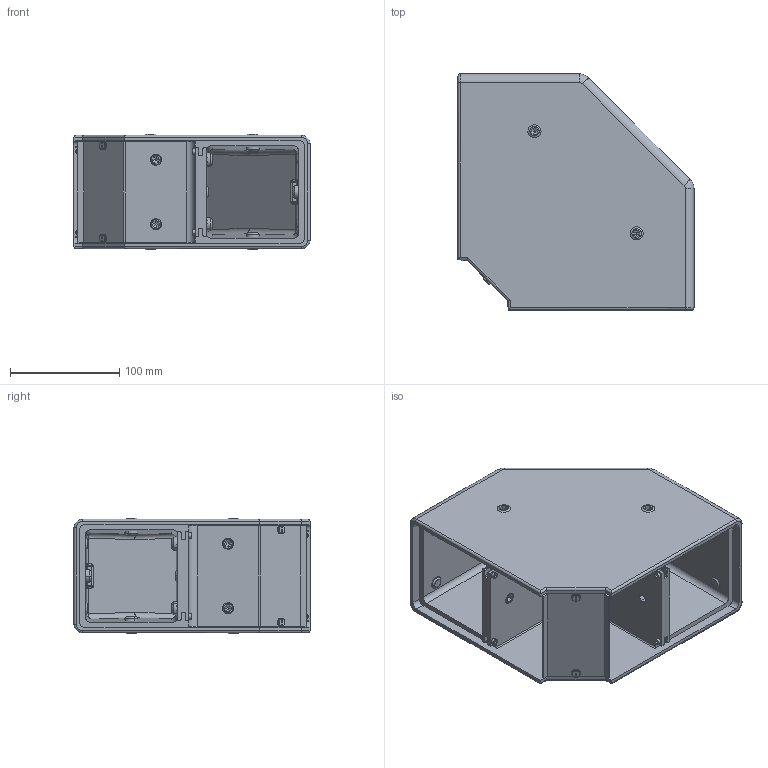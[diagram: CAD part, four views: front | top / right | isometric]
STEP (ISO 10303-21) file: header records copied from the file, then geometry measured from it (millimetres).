
FILE_DESCRIPTION (( 'STEP AP214' ), '1' );
FILE_NAME ('49907120.STEP', '2012-05-10T05:32:10', ( ' ' ), ( '' ), 'SwSTEP 2.0', 'SolidWorks 2011', '' );
FILE_SCHEMA (( 'AUTOMOTIVE_DESIGN' ));
Length unit declared in the file: millimetre
Products named in the file (7): 93175; 93113; 93115; 93232; 95207; 12658; 49907120
Assembly tree (24 placements, depth 2):
  49907120
    93113  x10
    93232  x6
    93115  x2
    93175  x4
    95207
    12658
Bounding box: 216 x 216 x 106 mm (x, y, z)
Volume: 1268034.4 mm3; surface area: 293037 mm2
Topology: 24 solids, 24 shells, 683 faces, 1521 edges, 894 vertices
Faces by surface type: plane 358, cylinder 191, cone 100, torus 14, bspline 12, sphere 8
Entity records: 11187 total; most frequent: CARTESIAN_POINT 2364, DIRECTION 1697, ORIENTED_EDGE 1658, EDGE_CURVE 829, AXIS2_PLACEMENT_3D 608, VERTEX_POINT 511, VECTOR 481, LINE 481
